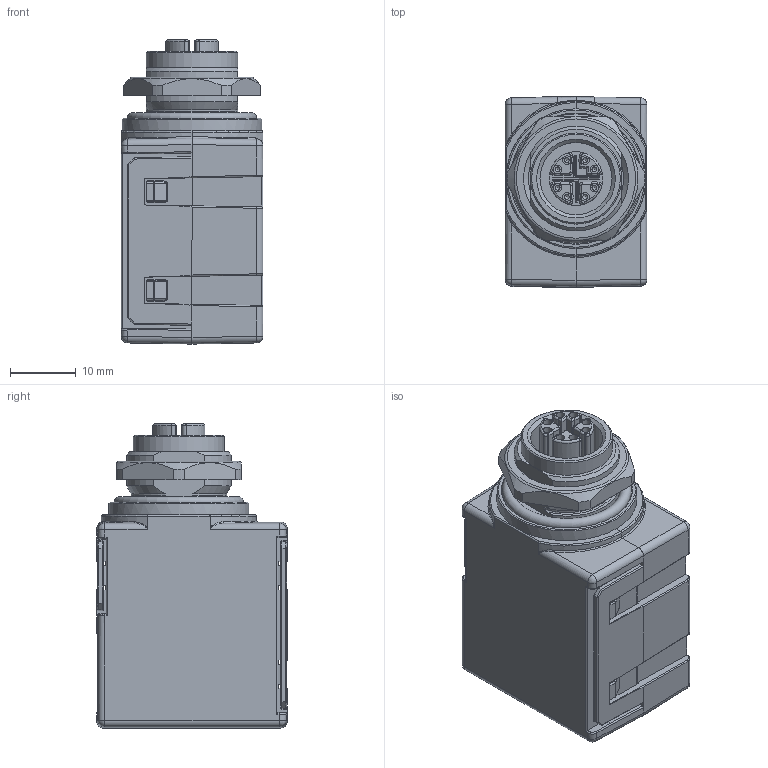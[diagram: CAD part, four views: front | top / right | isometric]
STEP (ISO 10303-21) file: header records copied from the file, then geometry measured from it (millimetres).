
FILE_DESCRIPTION (( 'STEP AP214' ), '1' );
FILE_NAME ('6GK19010DM402AA5_001_STEP.STEP', '2016-04-25T10:55:26', ( '' ), ( '' ), 'SwSTEP 2.0', 'SolidWorks 2014', '' );
FILE_SCHEMA (( 'AUTOMOTIVE_DESIGN' ));
Length unit declared in the file: millimetre
Products named in the file (2): Body; 6GK19010DM402AA5_001_STEP
Assembly tree (1 placements, depth 2):
  6GK19010DM402AA5_001_STEP
    Body
Bounding box: 21.6 x 29 x 46.35 mm (x, y, z)
Volume: 19963.6 mm3; surface area: 8290.6 mm2
Topology: 1 solids, 1 shells, 702 faces, 1820 edges, 1143 vertices
Faces by surface type: plane 357, cylinder 232, bspline 48, torus 31, cone 20, sphere 14
Full cylindrical faces by diameter (mm): 0.73 x8, 1.29 x8, 3.26 x1, 4 x1, 8.2 x1, 11 x1, 13.9 x1, 16 x1, 20 x1, 21.3 x1
Entity records: 25141 total; most frequent: CARTESIAN_POINT 5566, ORIENTED_EDGE 3538, DIRECTION 3205, EDGE_CURVE 1769, LINE 1155, VECTOR 1155, VERTEX_POINT 1130, AXIS2_PLACEMENT_3D 1025
